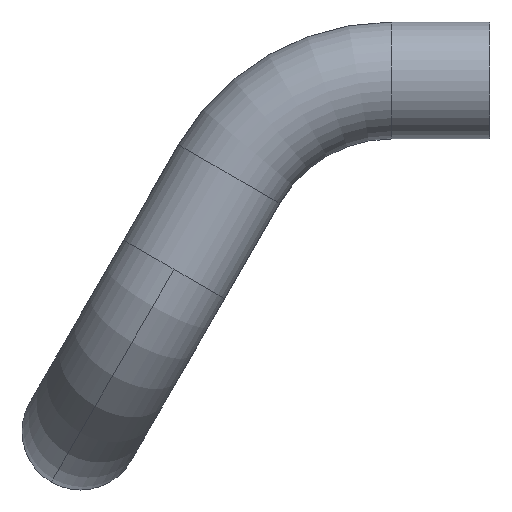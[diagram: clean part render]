
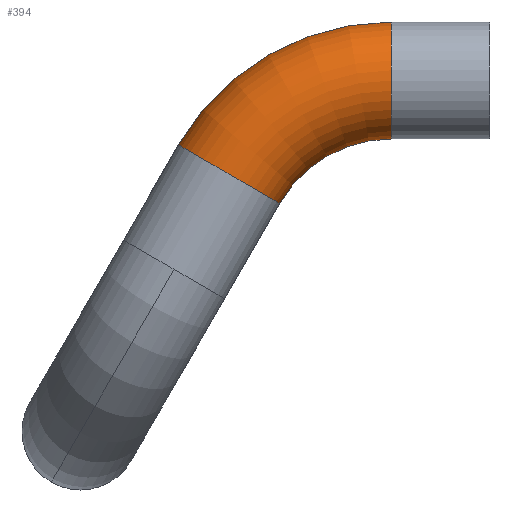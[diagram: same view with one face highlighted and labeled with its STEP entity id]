
A CAD part, left-side view. The second image highlights one B-rep face of the part: STEP entity #394.
In plain terms, the highlighted toroidal (fillet/blend) face has major radius 32 mm and minor radius 10 mm.
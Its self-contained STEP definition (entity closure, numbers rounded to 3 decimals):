
#23 = CIRCLE ( 'NONE', #612, 22. ) ;
#40 = DIRECTION ( 'NONE',  ( -0.866, 0., -0.5 ) ) ;
#41 = VERTEX_POINT ( 'NONE', #386 ) ;
#62 = DIRECTION ( 'NONE',  ( 0., 0., -1. ) ) ;
#101 = CARTESIAN_POINT ( 'NONE',  ( -100., -53.116, 28. ) ) ;
#134 = DIRECTION ( 'NONE',  ( 0., 0., -1. ) ) ;
#136 = FACE_OUTER_BOUND ( 'NONE', #448, .T. ) ;
#138 = DIRECTION ( 'NONE',  ( 1., 0., 0. ) ) ;
#139 = CARTESIAN_POINT ( 'NONE',  ( -100., -53.116, 28. ) ) ;
#198 = DIRECTION ( 'NONE',  ( 1., 0., 0. ) ) ;
#212 = VERTEX_POINT ( 'NONE', #457 ) ;
#237 = DIRECTION ( 'NONE',  ( 0., 0., -1. ) ) ;
#283 = CARTESIAN_POINT ( 'NONE',  ( -100., -53.116, 28. ) ) ;
#286 = ORIENTED_EDGE ( 'NONE', *, *, #393, .F. ) ;
#293 = VERTEX_POINT ( 'NONE', #547 ) ;
#386 = CARTESIAN_POINT ( 'NONE',  ( -100., -34.064, 39. ) ) ;
#391 = DIRECTION ( 'NONE',  ( 0., 1., 0. ) ) ;
#393 = EDGE_CURVE ( 'NONE', #293, #412, #672, .T. ) ;
#394 = ADVANCED_FACE ( 'NONE', ( #136 ), #826, .T. ) ;
#404 = ORIENTED_EDGE ( 'NONE', *, *, #882, .T. ) ;
#412 = VERTEX_POINT ( 'NONE', #872 ) ;
#419 = DIRECTION ( 'NONE',  ( -0.866, -0.433, -0.25 ) ) ;
#448 = EDGE_LOOP ( 'NONE', ( #286, #451, #590, #404 ) ) ;
#451 = ORIENTED_EDGE ( 'NONE', *, *, #615, .F. ) ;
#457 = CARTESIAN_POINT ( 'NONE',  ( -100., -53.116, 50. ) ) ;
#496 = DIRECTION ( 'NONE',  ( 0., 0.5, -0.866 ) ) ;
#547 = CARTESIAN_POINT ( 'NONE',  ( -100., -16.743, 49. ) ) ;
#590 = ORIENTED_EDGE ( 'NONE', *, *, #771, .T. ) ;
#593 = CIRCLE ( 'NONE', #622, 10. ) ;
#612 = AXIS2_PLACEMENT_3D ( 'NONE', #101, #702, #237 ) ;
#615 = EDGE_CURVE ( 'NONE', #41, #293, #648, .T. ) ;
#616 = AXIS2_PLACEMENT_3D ( 'NONE', #139, #138, #134 ) ;
#622 = AXIS2_PLACEMENT_3D ( 'NONE', #864, #391, #40 ) ;
#648 = CIRCLE ( 'NONE', #850, 10. ) ;
#672 = CIRCLE ( 'NONE', #616, 42. ) ;
#702 = DIRECTION ( 'NONE',  ( 1., 0., 0. ) ) ;
#771 = EDGE_CURVE ( 'NONE', #41, #212, #23, .T. ) ;
#819 = CARTESIAN_POINT ( 'NONE',  ( -100., -25.403, 44. ) ) ;
#826 = TOROIDAL_SURFACE ( 'NONE', #837, 32., 10. ) ;
#837 = AXIS2_PLACEMENT_3D ( 'NONE', #283, #198, #62 ) ;
#850 = AXIS2_PLACEMENT_3D ( 'NONE', #819, #496, #419 ) ;
#864 = CARTESIAN_POINT ( 'NONE',  ( -100., -53.116, 60. ) ) ;
#872 = CARTESIAN_POINT ( 'NONE',  ( -100., -53.116, 70. ) ) ;
#882 = EDGE_CURVE ( 'NONE', #212, #412, #593, .T. ) ;
